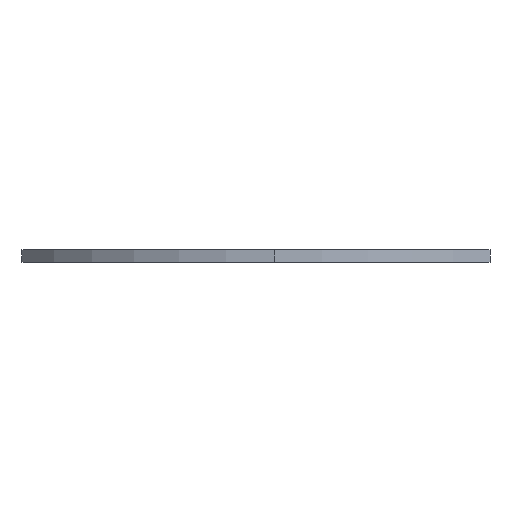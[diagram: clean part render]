
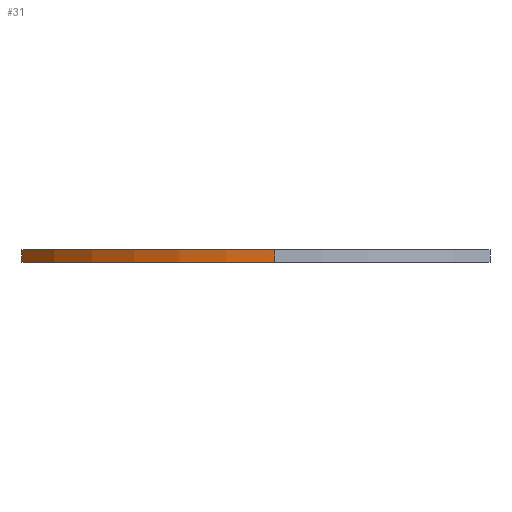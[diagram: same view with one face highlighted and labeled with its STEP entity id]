
A CAD part, left-side view. The second image highlights one B-rep face of the part: STEP entity #31.
In plain terms, the highlighted cylindrical face has radius 125 mm (diameter 250 mm), a partial arc.
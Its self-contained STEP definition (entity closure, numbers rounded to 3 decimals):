
#2 = CYLINDRICAL_SURFACE ( 'NONE', #119, 125. ) ;
#8 = CARTESIAN_POINT ( 'NONE',  ( -125., 0., 5. ) ) ;
#21 = EDGE_CURVE ( 'NONE', #316, #988, #434, .T. ) ;
#26 = DIRECTION ( 'NONE',  ( 1., 0., 0. ) ) ;
#31 = ADVANCED_FACE ( 'NONE', ( #313 ), #2, .T. ) ;
#36 = DIRECTION ( 'NONE',  ( 0., 0., 1. ) ) ;
#40 = LINE ( 'NONE', #8, #89 ) ;
#60 = ORIENTED_EDGE ( 'NONE', *, *, #700, .F. ) ;
#66 = VERTEX_POINT ( 'NONE', #455 ) ;
#68 = EDGE_CURVE ( 'NONE', #316, #689, #552, .T. ) ;
#69 = CARTESIAN_POINT ( 'NONE',  ( 0., 0., 0. ) ) ;
#89 = VECTOR ( 'NONE', #162, 1000. ) ;
#119 = AXIS2_PLACEMENT_3D ( 'NONE', #146, #921, #158 ) ;
#146 = CARTESIAN_POINT ( 'NONE',  ( 0., 0., 5. ) ) ;
#158 = DIRECTION ( 'NONE',  ( -1., 0., 0. ) ) ;
#162 = DIRECTION ( 'NONE',  ( 0., 0., -1. ) ) ;
#209 = ORIENTED_EDGE ( 'NONE', *, *, #395, .F. ) ;
#218 = CARTESIAN_POINT ( 'NONE',  ( -75., 100., -0.001 ) ) ;
#225 = DIRECTION ( 'NONE',  ( 0., 0., 1. ) ) ;
#226 = VECTOR ( 'NONE', #231, 1000. ) ;
#231 = DIRECTION ( 'NONE',  ( 0., 0., 1. ) ) ;
#235 = AXIS2_PLACEMENT_3D ( 'NONE', #69, #225, #458 ) ;
#271 = ORIENTED_EDGE ( 'NONE', *, *, #21, .F. ) ;
#313 = FACE_OUTER_BOUND ( 'NONE', #353, .T. ) ;
#316 = VERTEX_POINT ( 'NONE', #651 ) ;
#353 = EDGE_LOOP ( 'NONE', ( #60, #209, #271, #895 ) ) ;
#395 = EDGE_CURVE ( 'NONE', #988, #66, #790, .T. ) ;
#434 = LINE ( 'NONE', #218, #226 ) ;
#455 = CARTESIAN_POINT ( 'NONE',  ( -125., 0., 5. ) ) ;
#458 = DIRECTION ( 'NONE',  ( 1., 0., 0. ) ) ;
#552 = CIRCLE ( 'NONE', #235, 125. ) ;
#651 = CARTESIAN_POINT ( 'NONE',  ( -75., 100., 0. ) ) ;
#689 = VERTEX_POINT ( 'NONE', #934 ) ;
#700 = EDGE_CURVE ( 'NONE', #66, #689, #40, .T. ) ;
#747 = AXIS2_PLACEMENT_3D ( 'NONE', #960, #36, #26 ) ;
#790 = CIRCLE ( 'NONE', #747, 125. ) ;
#895 = ORIENTED_EDGE ( 'NONE', *, *, #68, .T. ) ;
#921 = DIRECTION ( 'NONE',  ( 0., 0., -1. ) ) ;
#934 = CARTESIAN_POINT ( 'NONE',  ( -125., 0., 0. ) ) ;
#960 = CARTESIAN_POINT ( 'NONE',  ( 0., 0., 5. ) ) ;
#965 = CARTESIAN_POINT ( 'NONE',  ( -75., 100., 5. ) ) ;
#988 = VERTEX_POINT ( 'NONE', #965 ) ;
